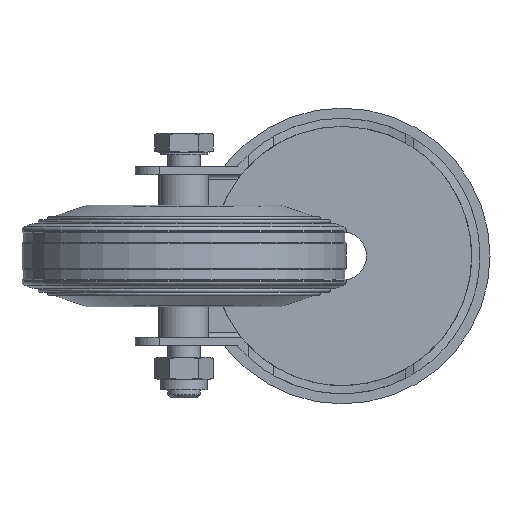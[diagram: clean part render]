
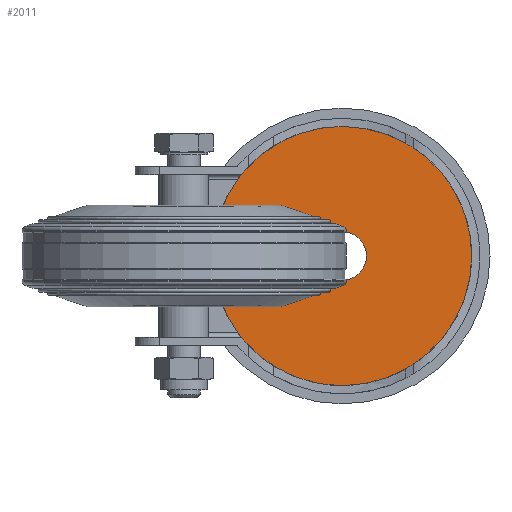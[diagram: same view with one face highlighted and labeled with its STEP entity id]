
A CAD part, front view. The second image highlights one B-rep face of the part: STEP entity #2011.
In plain terms, the highlighted planar face has unit normal (0, -1, 0).
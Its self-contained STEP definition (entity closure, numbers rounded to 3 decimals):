
#193=FACE_BOUND('',#447,.T.);
#301=FACE_OUTER_BOUND('',#446,.T.);
#446=EDGE_LOOP('',(#1504));
#447=EDGE_LOOP('',(#1505));
#579=CIRCLE('',#2236,6.);
#606=CIRCLE('',#2302,32.);
#881=VERTEX_POINT('',#3214);
#934=VERTEX_POINT('',#3544);
#1064=EDGE_CURVE('',#881,#881,#579,.T.);
#1143=EDGE_CURVE('',#934,#934,#606,.T.);
#1504=ORIENTED_EDGE('',*,*,#1143,.T.);
#1505=ORIENTED_EDGE('',*,*,#1064,.F.);
#1941=PLANE('',#2301);
#2011=ADVANCED_FACE('',(#301,#193),#1941,.T.);
#2236=AXIS2_PLACEMENT_3D('',#3216,#2548,#2549);
#2301=AXIS2_PLACEMENT_3D('',#3543,#2708,#2709);
#2302=AXIS2_PLACEMENT_3D('',#3545,#2710,#2711);
#2548=DIRECTION('center_axis',(0.,-1.,0.));
#2549=DIRECTION('ref_axis',(0.,0.,-1.));
#2708=DIRECTION('center_axis',(0.,-1.,0.));
#2709=DIRECTION('ref_axis',(0.,0.,-1.));
#2710=DIRECTION('center_axis',(0.,-1.,0.));
#2711=DIRECTION('ref_axis',(0.,0.,-1.));
#3214=CARTESIAN_POINT('',(39.,59.65,6.));
#3216=CARTESIAN_POINT('Origin',(39.,59.65,0.));
#3543=CARTESIAN_POINT('Origin',(39.,59.65,0.));
#3544=CARTESIAN_POINT('',(39.,59.65,32.));
#3545=CARTESIAN_POINT('Origin',(39.,59.65,0.));
